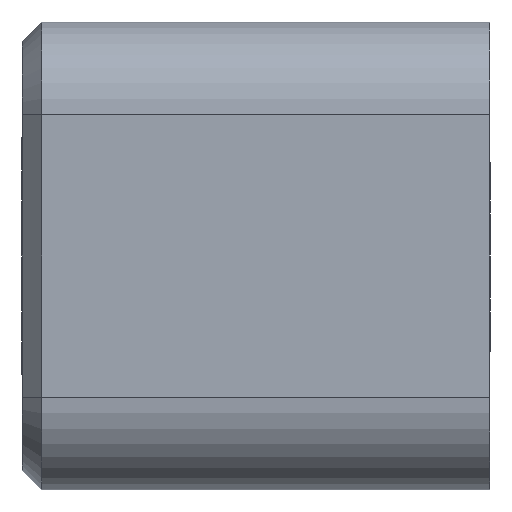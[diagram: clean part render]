
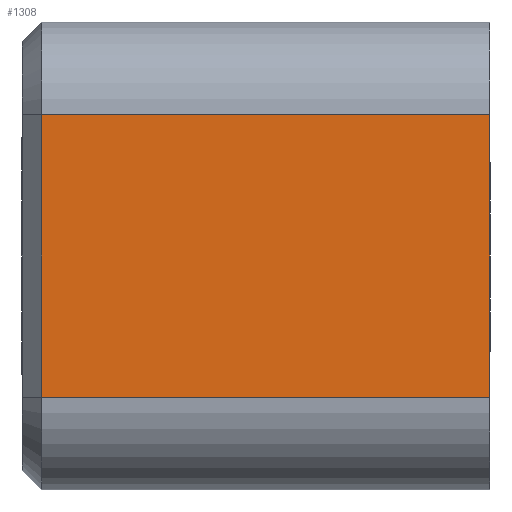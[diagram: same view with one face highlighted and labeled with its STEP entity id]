
A CAD part, left-side view. The second image highlights one B-rep face of the part: STEP entity #1308.
In plain terms, the highlighted planar face has unit normal (-1, 0, 0).
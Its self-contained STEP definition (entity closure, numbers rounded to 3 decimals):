
#23 = CARTESIAN_POINT ( 'NONE',  ( -16., 6.5, 3.619 ) ) ;
#42 = CARTESIAN_POINT ( 'NONE',  ( -16., 6.5, -3.619 ) ) ;
#49 = VERTEX_POINT ( 'NONE', #538 ) ;
#193 = PLANE ( 'NONE',  #1232 ) ;
#197 = VECTOR ( 'NONE', #1317, 1000. ) ;
#210 = CARTESIAN_POINT ( 'NONE',  ( -16., 6.5, 6. ) ) ;
#319 = EDGE_CURVE ( 'NONE', #1399, #49, #1470, .T. ) ;
#329 = EDGE_CURVE ( 'NONE', #855, #49, #984, .T. ) ;
#538 = CARTESIAN_POINT ( 'NONE',  ( -16., 6.5, -3.619 ) ) ;
#667 = CARTESIAN_POINT ( 'NONE',  ( -16., 18., -3.619 ) ) ;
#736 = CARTESIAN_POINT ( 'NONE',  ( -16., 6.5, 6. ) ) ;
#765 = DIRECTION ( 'NONE',  ( 0., -1., 0. ) ) ;
#769 = VERTEX_POINT ( 'NONE', #1396 ) ;
#782 = VECTOR ( 'NONE', #967, 1000. ) ;
#794 = EDGE_LOOP ( 'NONE', ( #1126, #845, #1494, #912 ) ) ;
#845 = ORIENTED_EDGE ( 'NONE', *, *, #918, .T. ) ;
#855 = VERTEX_POINT ( 'NONE', #667 ) ;
#912 = ORIENTED_EDGE ( 'NONE', *, *, #319, .F. ) ;
#918 = EDGE_CURVE ( 'NONE', #769, #855, #1541, .T. ) ;
#943 = DIRECTION ( 'NONE',  ( 1., 0., 0. ) ) ;
#967 = DIRECTION ( 'NONE',  ( 0., 1., 0. ) ) ;
#984 = LINE ( 'NONE', #42, #1302 ) ;
#1053 = VECTOR ( 'NONE', #1123, 1000. ) ;
#1077 = LINE ( 'NONE', #1105, #782 ) ;
#1105 = CARTESIAN_POINT ( 'NONE',  ( -16., 6.5, 3.619 ) ) ;
#1123 = DIRECTION ( 'NONE',  ( 0., 0., -1. ) ) ;
#1126 = ORIENTED_EDGE ( 'NONE', *, *, #1481, .T. ) ;
#1163 = DIRECTION ( 'NONE',  ( 0., 0., -1. ) ) ;
#1232 = AXIS2_PLACEMENT_3D ( 'NONE', #210, #943, #1163 ) ;
#1276 = FACE_OUTER_BOUND ( 'NONE', #794, .T. ) ;
#1302 = VECTOR ( 'NONE', #765, 1000. ) ;
#1308 = ADVANCED_FACE ( 'NONE', ( #1276 ), #193, .F. ) ;
#1317 = DIRECTION ( 'NONE',  ( 0., 0., -1. ) ) ;
#1396 = CARTESIAN_POINT ( 'NONE',  ( -16., 18., 3.619 ) ) ;
#1399 = VERTEX_POINT ( 'NONE', #23 ) ;
#1417 = CARTESIAN_POINT ( 'NONE',  ( -16., 18., 6. ) ) ;
#1470 = LINE ( 'NONE', #736, #1053 ) ;
#1481 = EDGE_CURVE ( 'NONE', #1399, #769, #1077, .T. ) ;
#1494 = ORIENTED_EDGE ( 'NONE', *, *, #329, .T. ) ;
#1541 = LINE ( 'NONE', #1417, #197 ) ;
